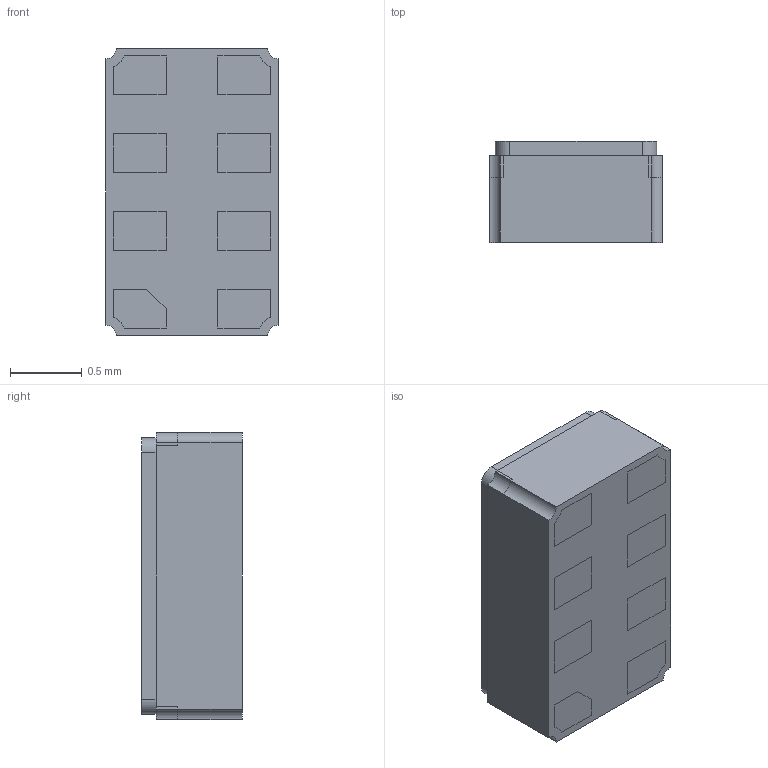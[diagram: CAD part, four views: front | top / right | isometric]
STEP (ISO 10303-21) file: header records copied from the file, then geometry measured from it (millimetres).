
FILE_DESCRIPTION (( 'STEP AP214' ), '1' );
FILE_NAME ('RV-8263-C8.STEP', '2023-08-10T17:10:17', ( '' ), ( '' ), 'SwSTEP 2.0', 'SolidWorks 2021', '' );
FILE_SCHEMA (( 'AUTOMOTIVE_DESIGN' ));
Length unit declared in the file: millimetre
Products named in the file (1): RV-8263-C8
Bounding box: 1.2 x 0.7 x 2 mm (x, y, z)
Volume: 1.6 mm3; surface area: 18.2 mm2
Topology: 15 solids, 15 shells, 156 faces, 354 edges, 236 vertices
Faces by surface type: plane 124, cylinder 32
Entity records: 5089 total; most frequent: CARTESIAN_POINT 747, DIRECTION 732, ORIENTED_EDGE 708, EDGE_CURVE 354, LINE 290, VECTOR 290, VERTEX_POINT 236, AXIS2_PLACEMENT_3D 221
